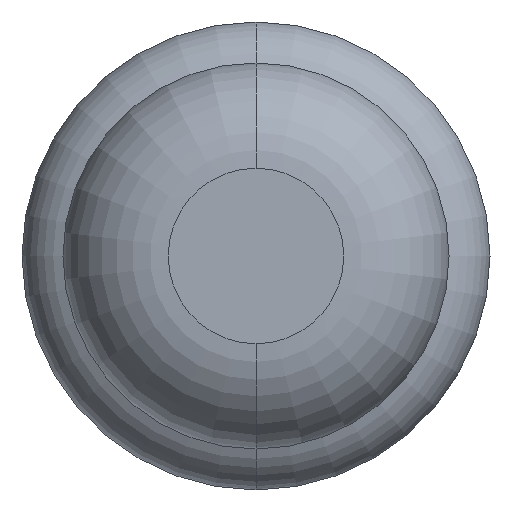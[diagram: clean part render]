
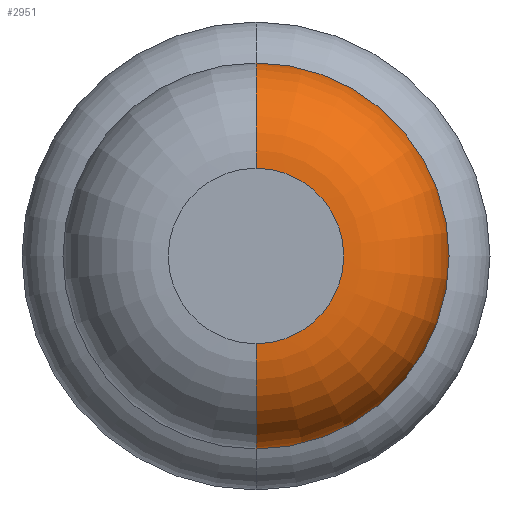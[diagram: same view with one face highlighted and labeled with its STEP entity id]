
A CAD part, front view. The second image highlights one B-rep face of the part: STEP entity #2951.
In plain terms, the highlighted toroidal (fillet/blend) face has major radius 0.375 mm and minor radius 0.45 mm.
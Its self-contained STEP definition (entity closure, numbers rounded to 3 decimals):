
#163 = DIRECTION ( 'NONE',  ( -1., 0., 0. ) ) ;
#208 = CIRCLE ( 'NONE', #1195, 0.375 ) ;
#318 = EDGE_CURVE ( 'NONE', #1199, #354, #3893, .T. ) ;
#354 = VERTEX_POINT ( 'NONE', #3586 ) ;
#559 = DIRECTION ( 'NONE',  ( 0., 1., 0. ) ) ;
#595 = DIRECTION ( 'NONE',  ( 0., 0., 1. ) ) ;
#730 = ORIENTED_EDGE ( 'NONE', *, *, #895, .F. ) ;
#748 = CARTESIAN_POINT ( 'NONE',  ( 0., -23.55, 0.375 ) ) ;
#792 = DIRECTION ( 'NONE',  ( 0., 0., 1. ) ) ;
#895 = EDGE_CURVE ( 'NONE', #1576, #2775, #3468, .T. ) ;
#1074 = DIRECTION ( 'NONE',  ( 0., 0., -1. ) ) ;
#1122 = AXIS2_PLACEMENT_3D ( 'NONE', #1152, #3712, #595 ) ;
#1142 = AXIS2_PLACEMENT_3D ( 'NONE', #748, #163, #3568 ) ;
#1152 = CARTESIAN_POINT ( 'NONE',  ( 0., -23.55, 0. ) ) ;
#1159 = ORIENTED_EDGE ( 'NONE', *, *, #2770, .T. ) ;
#1195 = AXIS2_PLACEMENT_3D ( 'NONE', #3227, #1657, #3885 ) ;
#1199 = VERTEX_POINT ( 'NONE', #1772 ) ;
#1576 = VERTEX_POINT ( 'NONE', #2972 ) ;
#1623 = EDGE_LOOP ( 'NONE', ( #1159, #3541, #3683, #730 ) ) ;
#1657 = DIRECTION ( 'NONE',  ( 0., 1., 0. ) ) ;
#1720 = DIRECTION ( 'NONE',  ( 1., 0., 0. ) ) ;
#1724 = EDGE_CURVE ( 'Defeature ausgef�hrt1_7+Defeature ausgef�hrt1_6+Defeature ausgef�hrt1_6+Defeature ausgef�hrt1_6', #2775, #354, #1909, .T. ) ;
#1772 = CARTESIAN_POINT ( 'NONE',  ( 0., -24., -0.375 ) ) ;
#1909 = CIRCLE ( 'NONE', #1122, 0.825 ) ;
#1970 = CARTESIAN_POINT ( 'NONE',  ( 0., -23.55, 0.825 ) ) ;
#2527 = FACE_OUTER_BOUND ( 'NONE', #1623, .T. ) ;
#2770 = EDGE_CURVE ( 'Defeature ausgef�hrt1_6+Defeature ausgef�hrt1_5+Defeature ausgef�hrt1_5+Defeature ausgef�hrt1_5', #1576, #1199, #208, .T. ) ;
#2775 = VERTEX_POINT ( 'NONE', #1970 ) ;
#2945 = CARTESIAN_POINT ( 'NONE',  ( 0., -23.55, -0.375 ) ) ;
#2951 = ADVANCED_FACE ( 'Defeature ausgef�hrt1_6', ( #2527 ), #3640, .T. ) ;
#2963 = AXIS2_PLACEMENT_3D ( 'NONE', #2973, #559, #792 ) ;
#2972 = CARTESIAN_POINT ( 'NONE',  ( 0., -24., 0.375 ) ) ;
#2973 = CARTESIAN_POINT ( 'NONE',  ( 0., -23.55, 0. ) ) ;
#3227 = CARTESIAN_POINT ( 'NONE',  ( 0., -24., 0. ) ) ;
#3263 = AXIS2_PLACEMENT_3D ( 'NONE', #2945, #1720, #1074 ) ;
#3468 = CIRCLE ( 'NONE', #1142, 0.45 ) ;
#3541 = ORIENTED_EDGE ( 'NONE', *, *, #318, .T. ) ;
#3568 = DIRECTION ( 'NONE',  ( 0., 0., 1. ) ) ;
#3586 = CARTESIAN_POINT ( 'NONE',  ( 0., -23.55, -0.825 ) ) ;
#3640 = TOROIDAL_SURFACE ( 'NONE', #2963, 0.375, 0.45 ) ;
#3683 = ORIENTED_EDGE ( 'NONE', *, *, #1724, .F. ) ;
#3712 = DIRECTION ( 'NONE',  ( 0., 1., 0. ) ) ;
#3885 = DIRECTION ( 'NONE',  ( 0., 0., 1. ) ) ;
#3893 = CIRCLE ( 'NONE', #3263, 0.45 ) ;
